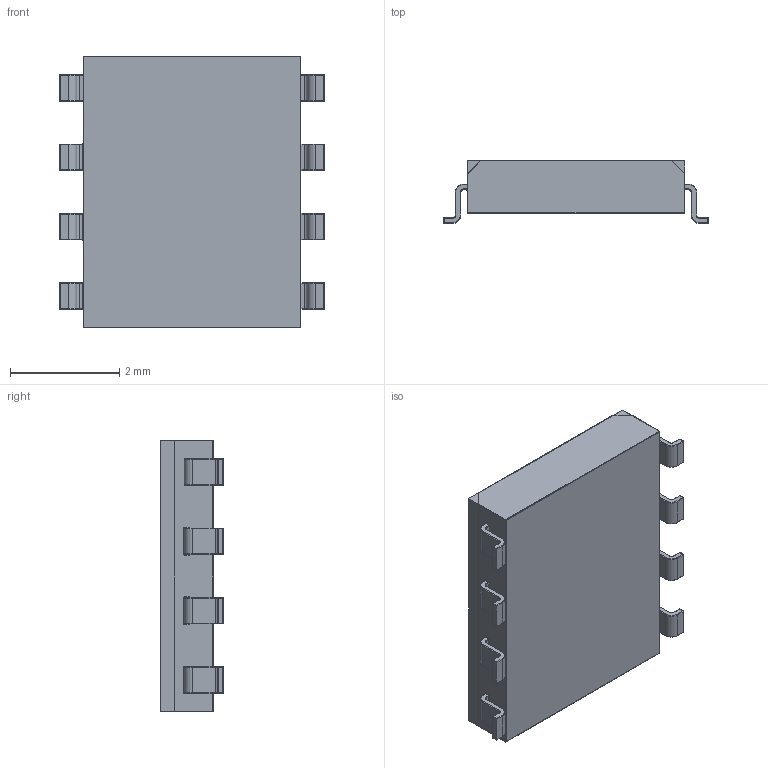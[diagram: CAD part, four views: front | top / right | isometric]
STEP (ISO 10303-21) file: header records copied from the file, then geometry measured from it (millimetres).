
FILE_DESCRIPTION (( 'STEP AP214' ), '1' );
FILE_NAME ('User Library-8_pin_soic.STEP', '2021-02-14T18:02:42', ( '' ), ( '' ), 'SwSTEP 2.0', 'SolidWorks 2020', '' );
FILE_SCHEMA (( 'AUTOMOTIVE_DESIGN' ));
Length unit declared in the file: millimetre
Products named in the file (1): User Library-8_pin_soic
Bounding box: 4.85 x 1.15 x 4.98 mm (x, y, z)
Surface area: 121.4 mm2
Topology: 4 solids, 4 shells, 396 faces, 905 edges, 484 vertices
Faces by surface type: cylinder 187, plane 89, torus 78, sphere 42
Entity records: 11842 total; most frequent: DIRECTION 2115, CARTESIAN_POINT 1746, ORIENTED_EDGE 1730, EDGE_CURVE 865, AXIS2_PLACEMENT_3D 853, VERTEX_POINT 484, CIRCLE 456, VECTOR 409
